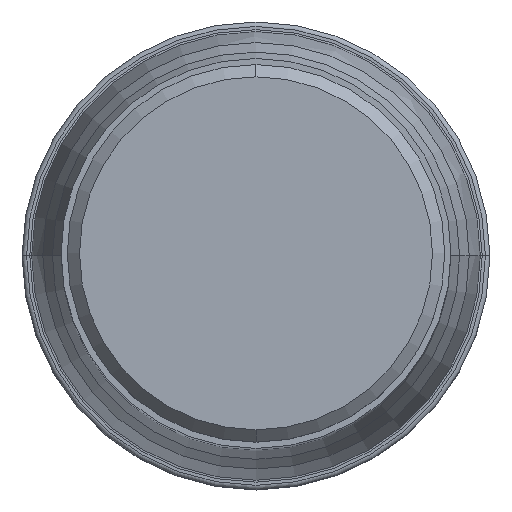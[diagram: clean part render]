
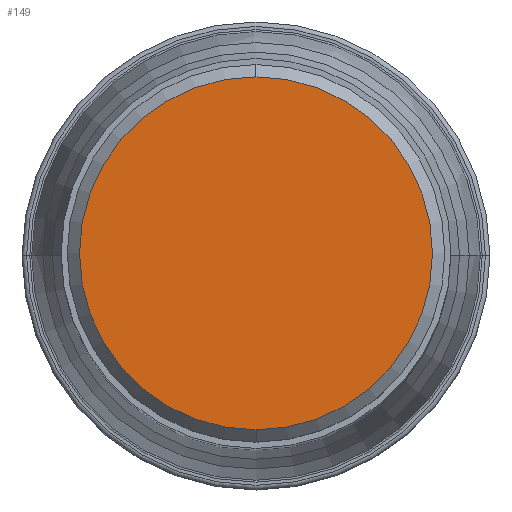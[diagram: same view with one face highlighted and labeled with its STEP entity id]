
A CAD part, top view. The second image highlights one B-rep face of the part: STEP entity #149.
In plain terms, the highlighted planar face has unit normal (0, 0, 1).
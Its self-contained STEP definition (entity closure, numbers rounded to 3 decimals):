
#58=PLANE('',#1376);
#149=ADVANCED_FACE('',(#239),#58,.F.);
#239=FACE_OUTER_BOUND('',#307,.T.);
#307=EDGE_LOOP('',(#606,#607));
#606=ORIENTED_EDGE('',*,*,#845,.F.);
#607=ORIENTED_EDGE('',*,*,#847,.F.);
#696=VERTEX_POINT('',#2215);
#697=VERTEX_POINT('',#2217);
#845=EDGE_CURVE('',#696,#697,#974,.T.);
#847=EDGE_CURVE('',#697,#696,#975,.T.);
#974=CIRCLE('',#1372,14.375);
#975=CIRCLE('',#1374,14.375);
#1372=AXIS2_PLACEMENT_3D('',#2216,#1805,#1806);
#1374=AXIS2_PLACEMENT_3D('',#2220,#1810,#1811);
#1376=AXIS2_PLACEMENT_3D('',#2222,#1814,#1815);
#1805=DIRECTION('',(0.,0.,-1.));
#1806=DIRECTION('',(0.,1.,0.));
#1810=DIRECTION('',(0.,0.,-1.));
#1811=DIRECTION('',(0.,-1.,0.));
#1814=DIRECTION('',(0.,0.,-1.));
#1815=DIRECTION('',(1.,0.,0.));
#2215=CARTESIAN_POINT('',(0.,14.375,0.));
#2216=CARTESIAN_POINT('',(0.,0.,0.));
#2217=CARTESIAN_POINT('',(0.,-14.375,0.));
#2220=CARTESIAN_POINT('',(0.,0.,0.));
#2222=CARTESIAN_POINT('',(0.,0.,0.));
